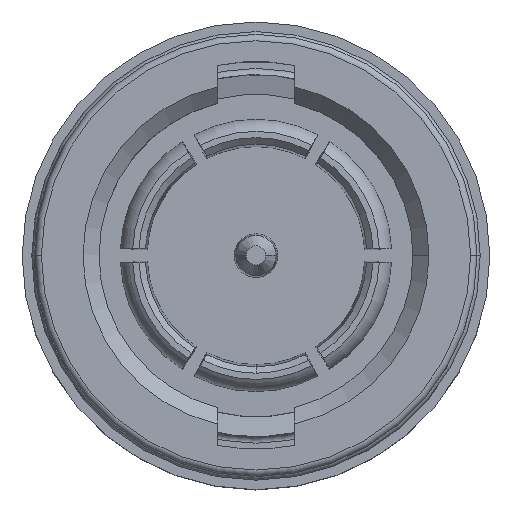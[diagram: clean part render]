
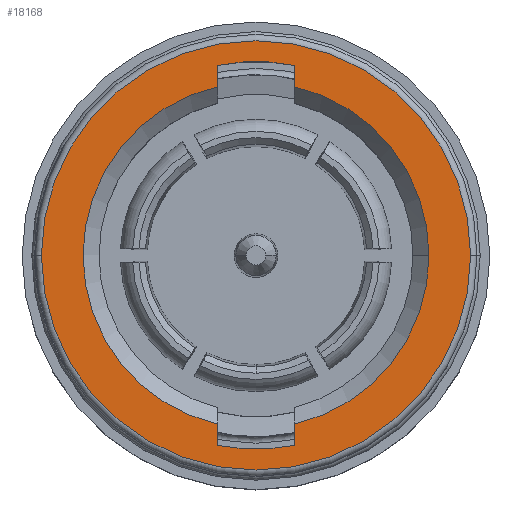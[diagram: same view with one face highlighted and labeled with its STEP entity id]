
A CAD part, top view. The second image highlights one B-rep face of the part: STEP entity #18168.
In plain terms, the highlighted planar face has unit normal (0, 0, 1).
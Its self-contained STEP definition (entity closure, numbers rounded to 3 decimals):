
#517 = CARTESIAN_POINT ( 'NONE',  ( -1.2, 5.265, 0.85 ) ) ;
#686 = VECTOR ( 'NONE', #13316, 1000. ) ;
#781 = DIRECTION ( 'NONE',  ( 0., 0., 1. ) ) ;
#919 = DIRECTION ( 'NONE',  ( 0., 0., 1. ) ) ;
#1121 = LINE ( 'NONE', #17395, #8849 ) ;
#1299 = DIRECTION ( 'NONE',  ( 1., 0., 0. ) ) ;
#2012 = ORIENTED_EDGE ( 'NONE', *, *, #18806, .F. ) ;
#2177 = DIRECTION ( 'NONE',  ( 0., 0., -1. ) ) ;
#2260 = ORIENTED_EDGE ( 'NONE', *, *, #2555, .F. ) ;
#2342 = ORIENTED_EDGE ( 'NONE', *, *, #17355, .F. ) ;
#2369 = CIRCLE ( 'NONE', #16227, 6.05 ) ;
#2481 = DIRECTION ( 'NONE',  ( 0., 1., 0. ) ) ;
#2555 = EDGE_CURVE ( 'NONE', #3319, #9121, #12661, .T. ) ;
#2669 = VECTOR ( 'NONE', #2481, 1000. ) ;
#2778 = ORIENTED_EDGE ( 'NONE', *, *, #11598, .F. ) ;
#2821 = ORIENTED_EDGE ( 'NONE', *, *, #10044, .T. ) ;
#3319 = VERTEX_POINT ( 'NONE', #517 ) ;
#3465 = EDGE_CURVE ( 'NONE', #9121, #9617, #13529, .T. ) ;
#3787 = CARTESIAN_POINT ( 'NONE',  ( 0., 0., 0.85 ) ) ;
#4501 = EDGE_LOOP ( 'NONE', ( #9839, #2012, #2778, #17634, #2342, #15203, #12720, #2260, #10386 ) ) ;
#4655 = ORIENTED_EDGE ( 'NONE', *, *, #14549, .T. ) ;
#4663 = CARTESIAN_POINT ( 'NONE',  ( 1.2, -5.265, 0.85 ) ) ;
#4973 = CARTESIAN_POINT ( 'NONE',  ( -6.7, 0., 0.85 ) ) ;
#5225 = VECTOR ( 'NONE', #10294, 1000. ) ;
#5323 = DIRECTION ( 'NONE',  ( -1., 0., 0. ) ) ;
#5574 = CARTESIAN_POINT ( 'NONE',  ( -1.2, -4.751, 0.85 ) ) ;
#6089 = CARTESIAN_POINT ( 'NONE',  ( 0., 0., 0.85 ) ) ;
#6166 = DIRECTION ( 'NONE',  ( 0., 0., 1. ) ) ;
#6471 = CARTESIAN_POINT ( 'NONE',  ( 0., 0., 0.85 ) ) ;
#6678 = VERTEX_POINT ( 'NONE', #17093 ) ;
#6808 = VERTEX_POINT ( 'NONE', #4973 ) ;
#6844 = AXIS2_PLACEMENT_3D ( 'NONE', #3787, #14584, #5323 ) ;
#6905 = CIRCLE ( 'NONE', #7943, 6.7 ) ;
#7272 = VERTEX_POINT ( 'NONE', #11365 ) ;
#7653 = DIRECTION ( 'NONE',  ( 1., 0., 0. ) ) ;
#7943 = AXIS2_PLACEMENT_3D ( 'NONE', #15447, #6166, #16974 ) ;
#8011 = DIRECTION ( 'NONE',  ( 1., 0., 0. ) ) ;
#8054 = CIRCLE ( 'NONE', #6844, 6.7 ) ;
#8767 = VERTEX_POINT ( 'NONE', #15733 ) ;
#8849 = VECTOR ( 'NONE', #15658, 1000. ) ;
#8930 = CIRCLE ( 'NONE', #16184, 6.05 ) ;
#9121 = VERTEX_POINT ( 'NONE', #10430 ) ;
#9617 = VERTEX_POINT ( 'NONE', #18621 ) ;
#9839 = ORIENTED_EDGE ( 'NONE', *, *, #12765, .F. ) ;
#10029 = CARTESIAN_POINT ( 'NONE',  ( 0., 0., 0.85 ) ) ;
#10044 = EDGE_CURVE ( 'NONE', #6808, #6678, #6905, .T. ) ;
#10095 = CARTESIAN_POINT ( 'NONE',  ( 1.2, 5.265, 0.85 ) ) ;
#10159 = CARTESIAN_POINT ( 'NONE',  ( 0., 0., 0.85 ) ) ;
#10294 = DIRECTION ( 'NONE',  ( 0., 1., 0. ) ) ;
#10386 = ORIENTED_EDGE ( 'NONE', *, *, #17655, .F. ) ;
#10430 = CARTESIAN_POINT ( 'NONE',  ( -1.2, -5.265, 0.85 ) ) ;
#10549 = DIRECTION ( 'NONE',  ( 0., 0., 1. ) ) ;
#10994 = FACE_OUTER_BOUND ( 'NONE', #12501, .T. ) ;
#11365 = CARTESIAN_POINT ( 'NONE',  ( 1.2, 5.93, 0.85 ) ) ;
#11406 = CARTESIAN_POINT ( 'NONE',  ( 0., 0., 0.85 ) ) ;
#11596 = DIRECTION ( 'NONE',  ( 1., 0., 0. ) ) ;
#11598 = EDGE_CURVE ( 'NONE', #8767, #15890, #12852, .T. ) ;
#11729 = DIRECTION ( 'NONE',  ( -1., 0., 0. ) ) ;
#12395 = VERTEX_POINT ( 'NONE', #4663 ) ;
#12501 = EDGE_LOOP ( 'NONE', ( #2821, #4655 ) ) ;
#12661 = CIRCLE ( 'NONE', #18933, 5.4 ) ;
#12684 = VERTEX_POINT ( 'NONE', #19174 ) ;
#12720 = ORIENTED_EDGE ( 'NONE', *, *, #3465, .F. ) ;
#12765 = EDGE_CURVE ( 'NONE', #7272, #12684, #8930, .T. ) ;
#12852 = CIRCLE ( 'NONE', #15626, 5.4 ) ;
#12884 = AXIS2_PLACEMENT_3D ( 'NONE', #11406, #2177, #12968 ) ;
#12968 = DIRECTION ( 'NONE',  ( -1., 0., 0. ) ) ;
#13316 = DIRECTION ( 'NONE',  ( 0., -1., 0. ) ) ;
#13434 = CARTESIAN_POINT ( 'NONE',  ( 1.2, -4.751, 0.85 ) ) ;
#13529 = LINE ( 'NONE', #5574, #686 ) ;
#13679 = AXIS2_PLACEMENT_3D ( 'NONE', #6089, #16917, #7653 ) ;
#14449 = PLANE ( 'NONE',  #12884 ) ;
#14549 = EDGE_CURVE ( 'NONE', #6678, #6808, #8054, .T. ) ;
#14584 = DIRECTION ( 'NONE',  ( 0., 0., 1. ) ) ;
#14828 = CARTESIAN_POINT ( 'NONE',  ( 1.2, 4.751, 0.85 ) ) ;
#15109 = FACE_BOUND ( 'NONE', #4501, .T. ) ;
#15203 = ORIENTED_EDGE ( 'NONE', *, *, #17179, .F. ) ;
#15447 = CARTESIAN_POINT ( 'NONE',  ( 0., 0., 0.85 ) ) ;
#15626 = AXIS2_PLACEMENT_3D ( 'NONE', #6471, #17294, #8011 ) ;
#15658 = DIRECTION ( 'NONE',  ( 0., -1., 0. ) ) ;
#15733 = CARTESIAN_POINT ( 'NONE',  ( 5.4, 0., 0.85 ) ) ;
#15890 = VERTEX_POINT ( 'NONE', #10095 ) ;
#16184 = AXIS2_PLACEMENT_3D ( 'NONE', #10159, #919, #11729 ) ;
#16227 = AXIS2_PLACEMENT_3D ( 'NONE', #10029, #781, #11596 ) ;
#16384 = EDGE_CURVE ( 'NONE', #12395, #8767, #19999, .T. ) ;
#16727 = CARTESIAN_POINT ( 'NONE',  ( 1.2, -5.93, 0.85 ) ) ;
#16917 = DIRECTION ( 'NONE',  ( 0., 0., 1. ) ) ;
#16974 = DIRECTION ( 'NONE',  ( -1., 0., 0. ) ) ;
#17093 = CARTESIAN_POINT ( 'NONE',  ( 6.7, 0., 0.85 ) ) ;
#17179 = EDGE_CURVE ( 'NONE', #9617, #18929, #2369, .T. ) ;
#17294 = DIRECTION ( 'NONE',  ( 0., 0., 1. ) ) ;
#17355 = EDGE_CURVE ( 'NONE', #18929, #12395, #17573, .T. ) ;
#17395 = CARTESIAN_POINT ( 'NONE',  ( -1.2, 4.751, 0.85 ) ) ;
#17573 = LINE ( 'NONE', #13434, #5225 ) ;
#17634 = ORIENTED_EDGE ( 'NONE', *, *, #16384, .F. ) ;
#17655 = EDGE_CURVE ( 'NONE', #12684, #3319, #1121, .T. ) ;
#18168 = ADVANCED_FACE ( 'NONE', ( #15109, #10994 ), #14449, .F. ) ;
#18621 = CARTESIAN_POINT ( 'NONE',  ( -1.2, -5.93, 0.85 ) ) ;
#18806 = EDGE_CURVE ( 'NONE', #15890, #7272, #19106, .T. ) ;
#18929 = VERTEX_POINT ( 'NONE', #16727 ) ;
#18933 = AXIS2_PLACEMENT_3D ( 'NONE', #19847, #10549, #1299 ) ;
#19106 = LINE ( 'NONE', #14828, #2669 ) ;
#19174 = CARTESIAN_POINT ( 'NONE',  ( -1.2, 5.93, 0.85 ) ) ;
#19847 = CARTESIAN_POINT ( 'NONE',  ( 0., 0., 0.85 ) ) ;
#19999 = CIRCLE ( 'NONE', #13679, 5.4 ) ;
